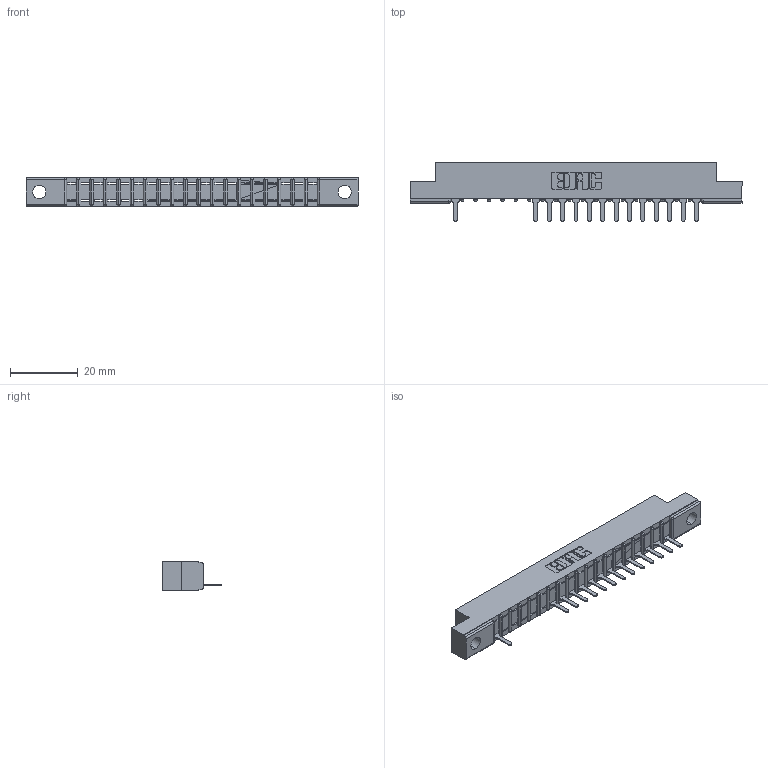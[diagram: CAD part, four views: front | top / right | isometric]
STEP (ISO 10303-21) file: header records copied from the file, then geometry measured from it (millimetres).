
FILE_DESCRIPTION (( 'STEP AP203' ), '1' );
FILE_NAME ('357-019-525-104.STEP', '2018-08-08T06:11:03', ( '' ), ( '' ), 'SwSTEP 2.0', 'SolidWorks 2016', '' );
FILE_SCHEMA (( 'CONFIG_CONTROL_DESIGN' ));
Length unit declared in the file: inch
Products named in the file (3): 307-290-001_525; 357-019-525-104; 307 Part_.156 Dia Mounting Holes
Assembly tree (15 placements, depth 2):
  357-019-525-104
    307 Part_.156 Dia Mounting Holes
    307-290-001_525  x14
Bounding box: 98.3 x 17.42 x 8.71 mm (x, y, z)
Volume: 6232.5 mm3; surface area: 8538.2 mm2
Topology: 15 solids, 15 shells, 1036 faces, 2945 edges, 1890 vertices
Faces by surface type: plane 662, cylinder 334, sphere 40
Entity records: 19350 total; most frequent: CARTESIAN_POINT 3277, ORIENTED_EDGE 3266, DIRECTION 3187, EDGE_CURVE 1633, LINE 1251, VECTOR 1251, VERTEX_POINT 1058, AXIS2_PLACEMENT_3D 968
